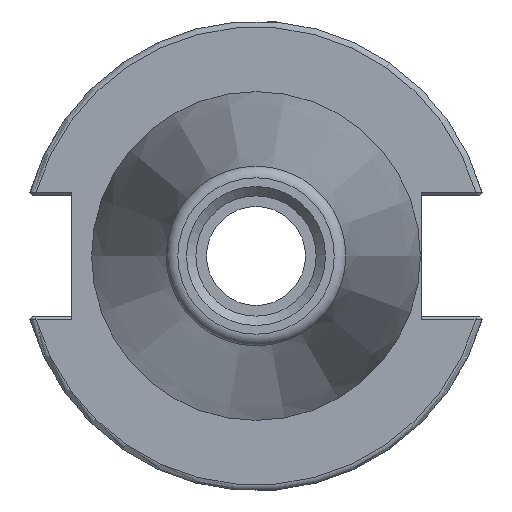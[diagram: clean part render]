
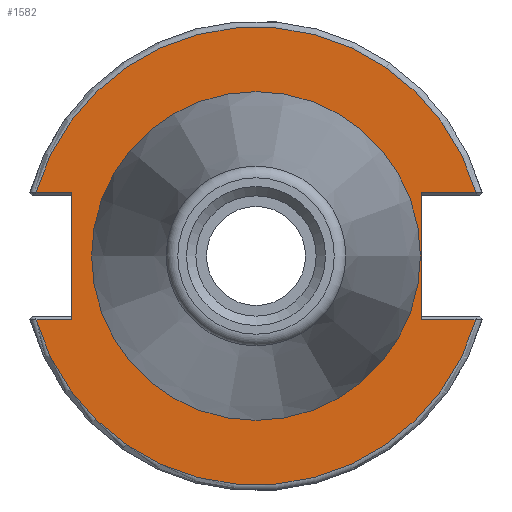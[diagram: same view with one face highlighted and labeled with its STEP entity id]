
A CAD part, left-side view. The second image highlights one B-rep face of the part: STEP entity #1582.
In plain terms, the highlighted planar face has unit normal (-1, 0, 0).
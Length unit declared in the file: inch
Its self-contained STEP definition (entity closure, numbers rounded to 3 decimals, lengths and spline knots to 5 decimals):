
#121=FACE_BOUND('',#294,.T.);
#130=PLANE('',#1720);
#196=FACE_OUTER_BOUND('',#293,.T.);
#293=EDGE_LOOP('',(#1161,#1162,#1163,#1164,#1165,#1166,#1167,#1168));
#294=EDGE_LOOP('',(#1169));
#396=LINE('',#2318,#522);
#397=LINE('',#2320,#523);
#398=LINE('',#2324,#524);
#399=LINE('',#2326,#525);
#400=LINE('',#2328,#526);
#401=LINE('',#2331,#527);
#522=VECTOR('',#1930,0.12159);
#523=VECTOR('',#1931,0.29091);
#524=VECTOR('',#1934,0.19091);
#525=VECTOR('',#1935,0.67625);
#526=VECTOR('',#1936,0.19091);
#527=VECTOR('',#1939,0.29091);
#654=CIRCLE('',#1719,0.86);
#655=CIRCLE('',#1721,1.21875);
#656=CIRCLE('',#1722,1.21875);
#716=VERTEX_POINT('',#2312);
#717=VERTEX_POINT('',#2316);
#718=VERTEX_POINT('',#2317);
#719=VERTEX_POINT('',#2319);
#720=VERTEX_POINT('',#2321);
#721=VERTEX_POINT('',#2323);
#722=VERTEX_POINT('',#2325);
#723=VERTEX_POINT('',#2327);
#724=VERTEX_POINT('',#2329);
#884=EDGE_CURVE('',#716,#716,#654,.T.);
#885=EDGE_CURVE('',#717,#718,#396,.T.);
#886=EDGE_CURVE('',#718,#719,#397,.T.);
#887=EDGE_CURVE('',#720,#719,#655,.T.);
#888=EDGE_CURVE('',#721,#720,#398,.T.);
#889=EDGE_CURVE('',#722,#721,#399,.T.);
#890=EDGE_CURVE('',#723,#722,#400,.T.);
#891=EDGE_CURVE('',#724,#723,#656,.T.);
#892=EDGE_CURVE('',#724,#717,#401,.T.);
#1161=ORIENTED_EDGE('',*,*,#885,.T.);
#1162=ORIENTED_EDGE('',*,*,#886,.T.);
#1163=ORIENTED_EDGE('',*,*,#887,.F.);
#1164=ORIENTED_EDGE('',*,*,#888,.F.);
#1165=ORIENTED_EDGE('',*,*,#889,.F.);
#1166=ORIENTED_EDGE('',*,*,#890,.F.);
#1167=ORIENTED_EDGE('',*,*,#891,.F.);
#1168=ORIENTED_EDGE('',*,*,#892,.T.);
#1169=ORIENTED_EDGE('',*,*,#884,.F.);
#1582=ADVANCED_FACE('',(#196,#121),#130,.T.);
#1719=AXIS2_PLACEMENT_3D('',#2314,#1926,#1927);
#1720=AXIS2_PLACEMENT_3D('',#2315,#1928,#1929);
#1721=AXIS2_PLACEMENT_3D('',#2322,#1932,#1933);
#1722=AXIS2_PLACEMENT_3D('',#2330,#1937,#1938);
#1926=DIRECTION('center_axis',(-1.,0.,0.));
#1927=DIRECTION('ref_axis',(0.,0.,1.));
#1928=DIRECTION('center_axis',(-1.,0.,0.));
#1929=DIRECTION('ref_axis',(0.,0.,1.));
#1930=DIRECTION('',(0.,0.,1.));
#1931=DIRECTION('',(0.,-1.,0.));
#1932=DIRECTION('center_axis',(1.,0.,0.));
#1933=DIRECTION('ref_axis',(0.,0.,1.));
#1934=DIRECTION('',(0.,1.,0.));
#1935=DIRECTION('',(0.,0.,1.));
#1936=DIRECTION('',(0.,-1.,0.));
#1937=DIRECTION('center_axis',(1.,0.,0.));
#1938=DIRECTION('ref_axis',(0.,0.,-1.));
#1939=DIRECTION('',(0.,1.,0.));
#2312=CARTESIAN_POINT('',(0.125,0.,-0.86));
#2314=CARTESIAN_POINT('Origin',(0.125,0.,0.));
#2315=CARTESIAN_POINT('Origin',(0.125,-0.875,0.));
#2316=CARTESIAN_POINT('',(0.125,-0.88,-0.33813));
#2317=CARTESIAN_POINT('',(0.125,-0.88,0.33813));
#2318=CARTESIAN_POINT('',(0.125,-0.88,0.));
#2319=CARTESIAN_POINT('',(0.125,-1.17091,0.33813));
#2320=CARTESIAN_POINT('',(0.125,-0.9025,0.33813));
#2321=CARTESIAN_POINT('',(0.125,1.17091,0.33813));
#2322=CARTESIAN_POINT('Origin',(0.125,0.,0.));
#2323=CARTESIAN_POINT('',(0.125,0.98,0.33813));
#2324=CARTESIAN_POINT('',(0.125,0.0275,0.33813));
#2325=CARTESIAN_POINT('',(0.125,0.98,-0.33813));
#2326=CARTESIAN_POINT('',(0.125,0.98,-0.33813));
#2327=CARTESIAN_POINT('',(0.125,1.17091,-0.33813));
#2328=CARTESIAN_POINT('',(0.125,0.2775,-0.33813));
#2329=CARTESIAN_POINT('',(0.125,-1.17091,-0.33813));
#2330=CARTESIAN_POINT('Origin',(0.125,0.,0.));
#2331=CARTESIAN_POINT('',(0.125,-0.9025,-0.33813));
